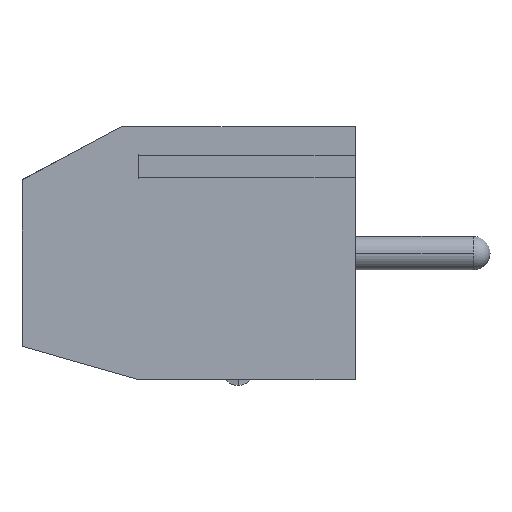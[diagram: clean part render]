
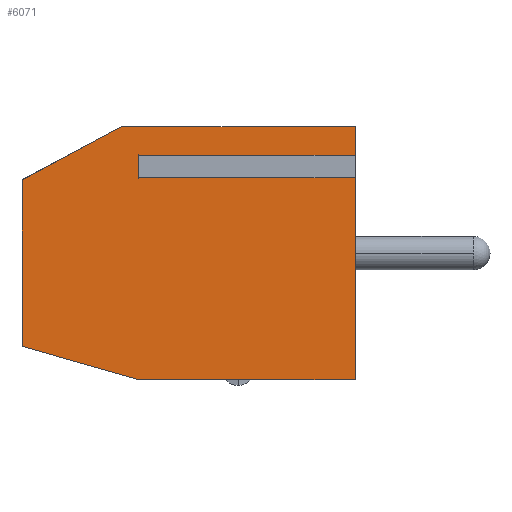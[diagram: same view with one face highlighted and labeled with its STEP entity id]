
A CAD part, left-side view. The second image highlights one B-rep face of the part: STEP entity #6071.
In plain terms, the highlighted planar face has unit normal (-1, 0, 0).
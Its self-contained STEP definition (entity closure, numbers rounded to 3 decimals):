
#66 = EDGE_CURVE ( 'NONE', #3085, #2372, #913, .T. ) ;
#100 = DIRECTION ( 'NONE',  ( 0., 0., 1. ) ) ;
#216 = LINE ( 'NONE', #7280, #3773 ) ;
#251 = ORIENTED_EDGE ( 'NONE', *, *, #4384, .T. ) ;
#255 = CARTESIAN_POINT ( 'NONE',  ( -17.5, 10., -2.8 ) ) ;
#312 = LINE ( 'NONE', #926, #2164 ) ;
#390 = VERTEX_POINT ( 'NONE', #4307 ) ;
#400 = VECTOR ( 'NONE', #5167, 1000. ) ;
#460 = VECTOR ( 'NONE', #1686, 1000. ) ;
#503 = CARTESIAN_POINT ( 'NONE',  ( -17.5, 6.5, 2.933 ) ) ;
#548 = ORIENTED_EDGE ( 'NONE', *, *, #3584, .T. ) ;
#625 = CARTESIAN_POINT ( 'NONE',  ( -17.5, 0., 3.8 ) ) ;
#770 = VECTOR ( 'NONE', #4875, 1000. ) ;
#913 = LINE ( 'NONE', #6724, #5730 ) ;
#926 = CARTESIAN_POINT ( 'NONE',  ( -17.5, 6.5, 3.8 ) ) ;
#1277 = EDGE_CURVE ( 'NONE', #390, #2068, #312, .T. ) ;
#1400 = CARTESIAN_POINT ( 'NONE',  ( -17.5, 6.5, 3.8 ) ) ;
#1467 = CARTESIAN_POINT ( 'NONE',  ( -17.5, 0., -3.8 ) ) ;
#1481 = CARTESIAN_POINT ( 'NONE',  ( -17.5, 0., 2.267 ) ) ;
#1630 = LINE ( 'NONE', #2021, #770 ) ;
#1686 = DIRECTION ( 'NONE',  ( 0., 0., 1. ) ) ;
#1861 = EDGE_CURVE ( 'NONE', #2108, #5122, #5293, .T. ) ;
#1880 = DIRECTION ( 'NONE',  ( 1., 0., 0. ) ) ;
#1913 = LINE ( 'NONE', #3184, #5382 ) ;
#2021 = CARTESIAN_POINT ( 'NONE',  ( -17.5, 6.5, 2.933 ) ) ;
#2068 = VERTEX_POINT ( 'NONE', #625 ) ;
#2104 = LINE ( 'NONE', #1481, #6097 ) ;
#2107 = PLANE ( 'NONE',  #7561 ) ;
#2108 = VERTEX_POINT ( 'NONE', #2941 ) ;
#2132 = VECTOR ( 'NONE', #6151, 1000. ) ;
#2164 = VECTOR ( 'NONE', #2743, 1000. ) ;
#2372 = VERTEX_POINT ( 'NONE', #255 ) ;
#2594 = VERTEX_POINT ( 'NONE', #1467 ) ;
#2743 = DIRECTION ( 'NONE',  ( 0., -1., 0. ) ) ;
#2751 = EDGE_CURVE ( 'NONE', #2372, #3986, #216, .T. ) ;
#2909 = EDGE_CURVE ( 'NONE', #2108, #6362, #7797, .T. ) ;
#2941 = CARTESIAN_POINT ( 'NONE',  ( -17.5, 6.5, 2.267 ) ) ;
#3085 = VERTEX_POINT ( 'NONE', #3825 ) ;
#3098 = ORIENTED_EDGE ( 'NONE', *, *, #2751, .T. ) ;
#3107 = ORIENTED_EDGE ( 'NONE', *, *, #1861, .T. ) ;
#3184 = CARTESIAN_POINT ( 'NONE',  ( -17.5, 10., 2.2 ) ) ;
#3192 = DIRECTION ( 'NONE',  ( 0., -1., 0. ) ) ;
#3584 = EDGE_CURVE ( 'NONE', #5699, #2068, #6201, .T. ) ;
#3668 = FACE_OUTER_BOUND ( 'NONE', #5428, .T. ) ;
#3709 = EDGE_CURVE ( 'NONE', #390, #3085, #1913, .T. ) ;
#3773 = VECTOR ( 'NONE', #4724, 1000. ) ;
#3825 = CARTESIAN_POINT ( 'NONE',  ( -17.5, 10., 2.2 ) ) ;
#3986 = VERTEX_POINT ( 'NONE', #4544 ) ;
#4187 = ORIENTED_EDGE ( 'NONE', *, *, #1277, .F. ) ;
#4281 = ORIENTED_EDGE ( 'NONE', *, *, #7888, .T. ) ;
#4307 = CARTESIAN_POINT ( 'NONE',  ( -17.5, 7., 3.8 ) ) ;
#4319 = CARTESIAN_POINT ( 'NONE',  ( -17.5, 6.5, 3.8 ) ) ;
#4384 = EDGE_CURVE ( 'NONE', #2594, #6362, #2104, .T. ) ;
#4466 = CARTESIAN_POINT ( 'NONE',  ( -17.5, 6.5, 2.267 ) ) ;
#4544 = CARTESIAN_POINT ( 'NONE',  ( -17.5, 6.5, -3.8 ) ) ;
#4554 = DIRECTION ( 'NONE',  ( 0., 0., -1. ) ) ;
#4724 = DIRECTION ( 'NONE',  ( 0., -0.962, -0.275 ) ) ;
#4875 = DIRECTION ( 'NONE',  ( 0., -1., 0. ) ) ;
#4919 = EDGE_CURVE ( 'NONE', #3986, #2594, #5661, .T. ) ;
#5122 = VERTEX_POINT ( 'NONE', #503 ) ;
#5167 = DIRECTION ( 'NONE',  ( 0., 0., 1. ) ) ;
#5213 = ORIENTED_EDGE ( 'NONE', *, *, #4919, .T. ) ;
#5293 = LINE ( 'NONE', #1400, #400 ) ;
#5382 = VECTOR ( 'NONE', #6405, 1000. ) ;
#5428 = EDGE_LOOP ( 'NONE', ( #548, #4187, #5456, #5498, #3098, #5213, #251, #5714, #3107, #4281 ) ) ;
#5456 = ORIENTED_EDGE ( 'NONE', *, *, #3709, .T. ) ;
#5498 = ORIENTED_EDGE ( 'NONE', *, *, #66, .T. ) ;
#5661 = LINE ( 'NONE', #6410, #5947 ) ;
#5699 = VERTEX_POINT ( 'NONE', #6357 ) ;
#5714 = ORIENTED_EDGE ( 'NONE', *, *, #2909, .F. ) ;
#5730 = VECTOR ( 'NONE', #4554, 1000. ) ;
#5947 = VECTOR ( 'NONE', #3192, 1000. ) ;
#6071 = ADVANCED_FACE ( 'NONE', ( #3668 ), #2107, .F. ) ;
#6097 = VECTOR ( 'NONE', #100, 1000. ) ;
#6151 = DIRECTION ( 'NONE',  ( 0., -1., 0. ) ) ;
#6201 = LINE ( 'NONE', #7616, #460 ) ;
#6357 = CARTESIAN_POINT ( 'NONE',  ( -17.5, 0., 2.933 ) ) ;
#6362 = VERTEX_POINT ( 'NONE', #6938 ) ;
#6405 = DIRECTION ( 'NONE',  ( 0., 0.882, -0.471 ) ) ;
#6410 = CARTESIAN_POINT ( 'NONE',  ( -17.5, 6.5, -3.8 ) ) ;
#6724 = CARTESIAN_POINT ( 'NONE',  ( -17.5, 10., -2.8 ) ) ;
#6938 = CARTESIAN_POINT ( 'NONE',  ( -17.5, 0., 2.267 ) ) ;
#7280 = CARTESIAN_POINT ( 'NONE',  ( -17.5, 6.5, -3.8 ) ) ;
#7410 = DIRECTION ( 'NONE',  ( 0., 0., -1. ) ) ;
#7561 = AXIS2_PLACEMENT_3D ( 'NONE', #4319, #1880, #7410 ) ;
#7616 = CARTESIAN_POINT ( 'NONE',  ( -17.5, 0., 3.8 ) ) ;
#7797 = LINE ( 'NONE', #4466, #2132 ) ;
#7888 = EDGE_CURVE ( 'NONE', #5122, #5699, #1630, .T. ) ;
